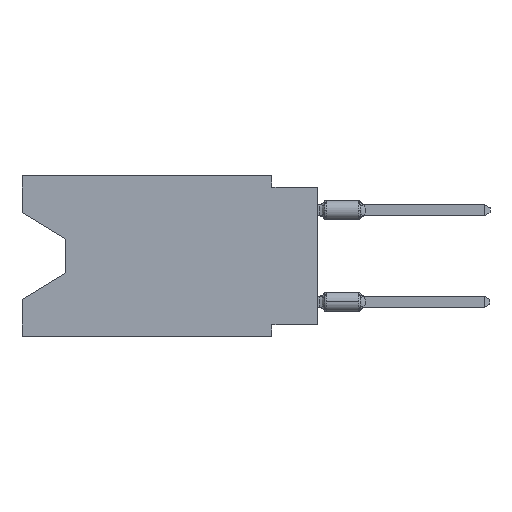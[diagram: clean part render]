
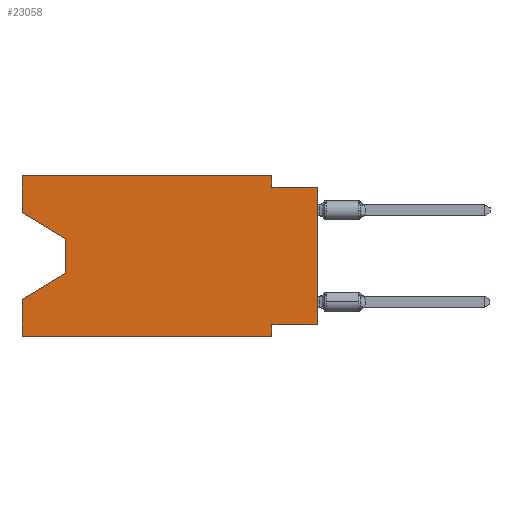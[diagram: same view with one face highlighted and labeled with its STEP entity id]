
A CAD part, left-side view. The second image highlights one B-rep face of the part: STEP entity #23058.
In plain terms, the highlighted planar face has unit normal (-1, 0, 0).
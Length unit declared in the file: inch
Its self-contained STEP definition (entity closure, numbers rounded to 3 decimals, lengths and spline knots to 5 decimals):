
#581 = EDGE_CURVE ( 'NONE', #15619, #25691, #19728, .T. ) ;
#645 = DIRECTION ( 'NONE',  ( 0., 0., -1. ) ) ;
#1026 = ORIENTED_EDGE ( 'NONE', *, *, #32229, .F. ) ;
#1393 = VERTEX_POINT ( 'NONE', #23910 ) ;
#1674 = VERTEX_POINT ( 'NONE', #31645 ) ;
#2390 = EDGE_CURVE ( 'NONE', #30951, #35264, #33189, .T. ) ;
#3450 = CARTESIAN_POINT ( 'NONE',  ( 0., 0.1, 0. ) ) ;
#3515 = LINE ( 'NONE', #28709, #31133 ) ;
#4398 = EDGE_LOOP ( 'NONE', ( #34995, #14429, #7424, #14385, #15059, #1026, #18474, #33906, #32932, #38641, #25499, #28900 ) ) ;
#5136 = PLANE ( 'NONE',  #14138 ) ;
#5606 = VECTOR ( 'NONE', #7513, 39.37008 ) ;
#6350 = EDGE_CURVE ( 'NONE', #35264, #33152, #27589, .T. ) ;
#6598 = EDGE_CURVE ( 'NONE', #13381, #21360, #10396, .T. ) ;
#6675 = VECTOR ( 'NONE', #34126, 39.37008 ) ;
#7160 = CARTESIAN_POINT ( 'NONE',  ( 0., 0.55, -0.212 ) ) ;
#7424 = ORIENTED_EDGE ( 'NONE', *, *, #6598, .T. ) ;
#7513 = DIRECTION ( 'NONE',  ( 0., 0., 1. ) ) ;
#7660 = VECTOR ( 'NONE', #18016, 39.37008 ) ;
#8111 = DIRECTION ( 'NONE',  ( 0., 0., 1. ) ) ;
#8225 = LINE ( 'NONE', #24189, #35030 ) ;
#8819 = DIRECTION ( 'NONE',  ( 0., 0., -1. ) ) ;
#9849 = EDGE_CURVE ( 'NONE', #40187, #1674, #8225, .T. ) ;
#10097 = EDGE_CURVE ( 'NONE', #15619, #21360, #11206, .T. ) ;
#10396 = LINE ( 'NONE', #32685, #36164 ) ;
#11001 = CARTESIAN_POINT ( 'NONE',  ( 0., 0., 0. ) ) ;
#11206 = LINE ( 'NONE', #23056, #5606 ) ;
#12235 = CARTESIAN_POINT ( 'NONE',  ( 0., 0.645, 0. ) ) ;
#13381 = VERTEX_POINT ( 'NONE', #7160 ) ;
#13649 = DIRECTION ( 'NONE',  ( 0., -1., 0. ) ) ;
#14138 = AXIS2_PLACEMENT_3D ( 'NONE', #33165, #17603, #35636 ) ;
#14248 = VERTEX_POINT ( 'NONE', #39770 ) ;
#14385 = ORIENTED_EDGE ( 'NONE', *, *, #10097, .F. ) ;
#14429 = ORIENTED_EDGE ( 'NONE', *, *, #36028, .T. ) ;
#15059 = ORIENTED_EDGE ( 'NONE', *, *, #581, .T. ) ;
#15246 = VECTOR ( 'NONE', #23917, 39.37008 ) ;
#15619 = VERTEX_POINT ( 'NONE', #20588 ) ;
#16964 = EDGE_CURVE ( 'NONE', #1393, #1674, #17107, .T. ) ;
#17107 = LINE ( 'NONE', #11001, #36616 ) ;
#17535 = DIRECTION ( 'NONE',  ( 0., 0.855, -0.519 ) ) ;
#17603 = DIRECTION ( 'NONE',  ( 1., 0., 0. ) ) ;
#18016 = DIRECTION ( 'NONE',  ( 0., 0., 1. ) ) ;
#18142 = EDGE_CURVE ( 'NONE', #33152, #40187, #28039, .T. ) ;
#18227 = DIRECTION ( 'NONE',  ( 0., -1., 0. ) ) ;
#18474 = ORIENTED_EDGE ( 'NONE', *, *, #19737, .F. ) ;
#19728 = LINE ( 'NONE', #32445, #20970 ) ;
#19737 = EDGE_CURVE ( 'NONE', #1393, #14248, #29865, .T. ) ;
#20588 = CARTESIAN_POINT ( 'NONE',  ( 0., 0.645, -0.35 ) ) ;
#20656 = FACE_OUTER_BOUND ( 'NONE', #4398, .T. ) ;
#20857 = CARTESIAN_POINT ( 'NONE',  ( 0., 0.645, -0.08025 ) ) ;
#20887 = CARTESIAN_POINT ( 'NONE',  ( 0., 0.645, 0. ) ) ;
#20970 = VECTOR ( 'NONE', #13649, 39.37008 ) ;
#21360 = VERTEX_POINT ( 'NONE', #38903 ) ;
#21603 = VECTOR ( 'NONE', #34396, 39.37008 ) ;
#22254 = EDGE_CURVE ( 'NONE', #30951, #35529, #29744, .T. ) ;
#22586 = CARTESIAN_POINT ( 'NONE',  ( 0., 0.1, -0.025 ) ) ;
#23056 = CARTESIAN_POINT ( 'NONE',  ( 0., 0.645, 0. ) ) ;
#23058 = ADVANCED_FACE ( 'NONE', ( #20656 ), #5136, .F. ) ;
#23793 = DIRECTION ( 'NONE',  ( 0., -0.855, -0.519 ) ) ;
#23910 = CARTESIAN_POINT ( 'NONE',  ( 0., 0., -0.325 ) ) ;
#23917 = DIRECTION ( 'NONE',  ( 0., 1., 0. ) ) ;
#24189 = CARTESIAN_POINT ( 'NONE',  ( 0., 0., -0.025 ) ) ;
#25352 = VECTOR ( 'NONE', #8819, 39.37008 ) ;
#25499 = ORIENTED_EDGE ( 'NONE', *, *, #6350, .F. ) ;
#25691 = VERTEX_POINT ( 'NONE', #38697 ) ;
#25870 = CARTESIAN_POINT ( 'NONE',  ( 0., 0.645, 0. ) ) ;
#27589 = LINE ( 'NONE', #12235, #6675 ) ;
#28039 = LINE ( 'NONE', #3450, #21603 ) ;
#28709 = CARTESIAN_POINT ( 'NONE',  ( 0., 0.1, -0.35 ) ) ;
#28900 = ORIENTED_EDGE ( 'NONE', *, *, #2390, .F. ) ;
#29744 = LINE ( 'NONE', #35926, #33682 ) ;
#29865 = LINE ( 'NONE', #30268, #15246 ) ;
#30268 = CARTESIAN_POINT ( 'NONE',  ( 0., 0., -0.325 ) ) ;
#30920 = CARTESIAN_POINT ( 'NONE',  ( 0., 0.1, 0. ) ) ;
#30951 = VERTEX_POINT ( 'NONE', #20857 ) ;
#31133 = VECTOR ( 'NONE', #645, 39.37008 ) ;
#31165 = CARTESIAN_POINT ( 'NONE',  ( 0., 0.55, -0.138 ) ) ;
#31645 = CARTESIAN_POINT ( 'NONE',  ( 0., 0., -0.025 ) ) ;
#32229 = EDGE_CURVE ( 'NONE', #14248, #25691, #3515, .T. ) ;
#32445 = CARTESIAN_POINT ( 'NONE',  ( 0., 0.645, -0.35 ) ) ;
#32685 = CARTESIAN_POINT ( 'NONE',  ( 0., 0.55, -0.212 ) ) ;
#32932 = ORIENTED_EDGE ( 'NONE', *, *, #9849, .F. ) ;
#33152 = VERTEX_POINT ( 'NONE', #30920 ) ;
#33165 = CARTESIAN_POINT ( 'NONE',  ( 0., 0.645, 0. ) ) ;
#33189 = LINE ( 'NONE', #20887, #7660 ) ;
#33682 = VECTOR ( 'NONE', #23793, 39.37008 ) ;
#33906 = ORIENTED_EDGE ( 'NONE', *, *, #16964, .T. ) ;
#34126 = DIRECTION ( 'NONE',  ( 0., -1., 0. ) ) ;
#34396 = DIRECTION ( 'NONE',  ( 0., 0., -1. ) ) ;
#34995 = ORIENTED_EDGE ( 'NONE', *, *, #22254, .T. ) ;
#35030 = VECTOR ( 'NONE', #18227, 39.37008 ) ;
#35264 = VERTEX_POINT ( 'NONE', #25870 ) ;
#35529 = VERTEX_POINT ( 'NONE', #31165 ) ;
#35636 = DIRECTION ( 'NONE',  ( 0., 0., -1. ) ) ;
#35926 = CARTESIAN_POINT ( 'NONE',  ( 0., 0.645, -0.08025 ) ) ;
#36028 = EDGE_CURVE ( 'NONE', #35529, #13381, #39954, .T. ) ;
#36164 = VECTOR ( 'NONE', #17535, 39.37008 ) ;
#36616 = VECTOR ( 'NONE', #8111, 39.37008 ) ;
#36885 = CARTESIAN_POINT ( 'NONE',  ( 0., 0.55, -0.138 ) ) ;
#38641 = ORIENTED_EDGE ( 'NONE', *, *, #18142, .F. ) ;
#38697 = CARTESIAN_POINT ( 'NONE',  ( 0., 0.1, -0.35 ) ) ;
#38903 = CARTESIAN_POINT ( 'NONE',  ( 0., 0.645, -0.26975 ) ) ;
#39770 = CARTESIAN_POINT ( 'NONE',  ( 0., 0.1, -0.325 ) ) ;
#39954 = LINE ( 'NONE', #36885, #25352 ) ;
#40187 = VERTEX_POINT ( 'NONE', #22586 ) ;
